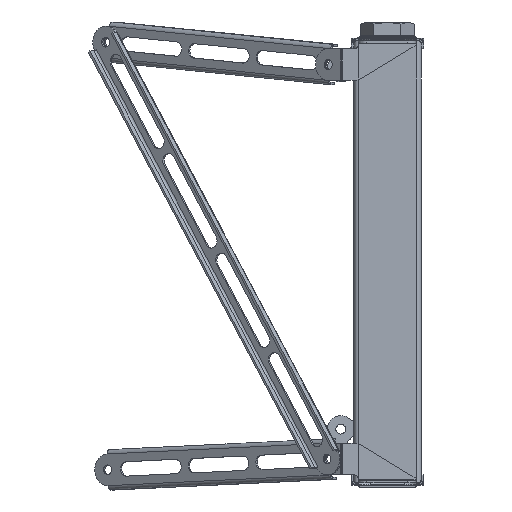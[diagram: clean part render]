
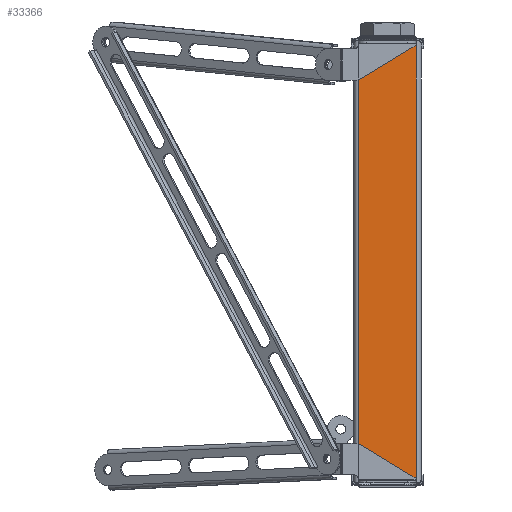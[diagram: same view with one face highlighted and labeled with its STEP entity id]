
A CAD part, left-side view. The second image highlights one B-rep face of the part: STEP entity #33366.
In plain terms, the highlighted planar face has unit normal (-1, 0, 0).
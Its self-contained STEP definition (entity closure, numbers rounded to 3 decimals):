
#126 = DIRECTION ( 'NONE',  ( 0., 0., -1. ) ) ;
#862 = VECTOR ( 'NONE', #19000, 1000. ) ;
#1001 = LINE ( 'NONE', #19326, #862 ) ;
#1587 = EDGE_CURVE ( 'NONE', #36340, #27021, #1001, .T. ) ;
#2911 = ORIENTED_EDGE ( 'NONE', *, *, #31005, .F. ) ;
#3644 = EDGE_CURVE ( 'NONE', #7732, #9585, #6675, .T. ) ;
#4624 = CARTESIAN_POINT ( 'NONE',  ( -142., -23.4, -153. ) ) ;
#5592 = PLANE ( 'NONE',  #11489 ) ;
#6303 = VECTOR ( 'NONE', #8862, 1000. ) ;
#6675 = LINE ( 'NONE', #8976, #6303 ) ;
#6888 = ORIENTED_EDGE ( 'NONE', *, *, #1587, .T. ) ;
#7294 = EDGE_LOOP ( 'NONE', ( #19858, #32346, #2911, #6888 ) ) ;
#7732 = VERTEX_POINT ( 'NONE', #20314 ) ;
#8559 = CARTESIAN_POINT ( 'NONE',  ( -142., 0., 0. ) ) ;
#8862 = DIRECTION ( 'NONE',  ( 0., 0., 1. ) ) ;
#8976 = CARTESIAN_POINT ( 'NONE',  ( -142., -19.8, 153. ) ) ;
#9585 = VERTEX_POINT ( 'NONE', #26272 ) ;
#11489 = AXIS2_PLACEMENT_3D ( 'NONE', #8559, #31880, #126 ) ;
#16202 = CARTESIAN_POINT ( 'NONE',  ( -142., 19.8, -153. ) ) ;
#17170 = CARTESIAN_POINT ( 'NONE',  ( -142., 19.8, 153. ) ) ;
#19000 = DIRECTION ( 'NONE',  ( 0., 0., -1. ) ) ;
#19326 = CARTESIAN_POINT ( 'NONE',  ( -142., 19.8, -153. ) ) ;
#19858 = ORIENTED_EDGE ( 'NONE', *, *, #30034, .F. ) ;
#20314 = CARTESIAN_POINT ( 'NONE',  ( -142., -19.8, -153. ) ) ;
#23997 = FACE_OUTER_BOUND ( 'NONE', #7294, .T. ) ;
#26272 = CARTESIAN_POINT ( 'NONE',  ( -142., -19.8, 153. ) ) ;
#27021 = VERTEX_POINT ( 'NONE', #16202 ) ;
#27789 = DIRECTION ( 'NONE',  ( 0., 1., 0. ) ) ;
#28727 = DIRECTION ( 'NONE',  ( 0., -1., 0. ) ) ;
#30034 = EDGE_CURVE ( 'NONE', #7732, #27021, #36941, .T. ) ;
#31005 = EDGE_CURVE ( 'NONE', #36340, #9585, #34164, .T. ) ;
#31852 = CARTESIAN_POINT ( 'NONE',  ( -142., 23.4, 153. ) ) ;
#31880 = DIRECTION ( 'NONE',  ( 1., 0., 0. ) ) ;
#32346 = ORIENTED_EDGE ( 'NONE', *, *, #3644, .T. ) ;
#33366 = ADVANCED_FACE ( 'NONE', ( #23997 ), #5592, .F. ) ;
#34164 = LINE ( 'NONE', #31852, #34310 ) ;
#34310 = VECTOR ( 'NONE', #28727, 1000. ) ;
#36340 = VERTEX_POINT ( 'NONE', #17170 ) ;
#36502 = VECTOR ( 'NONE', #27789, 1000. ) ;
#36941 = LINE ( 'NONE', #4624, #36502 ) ;
